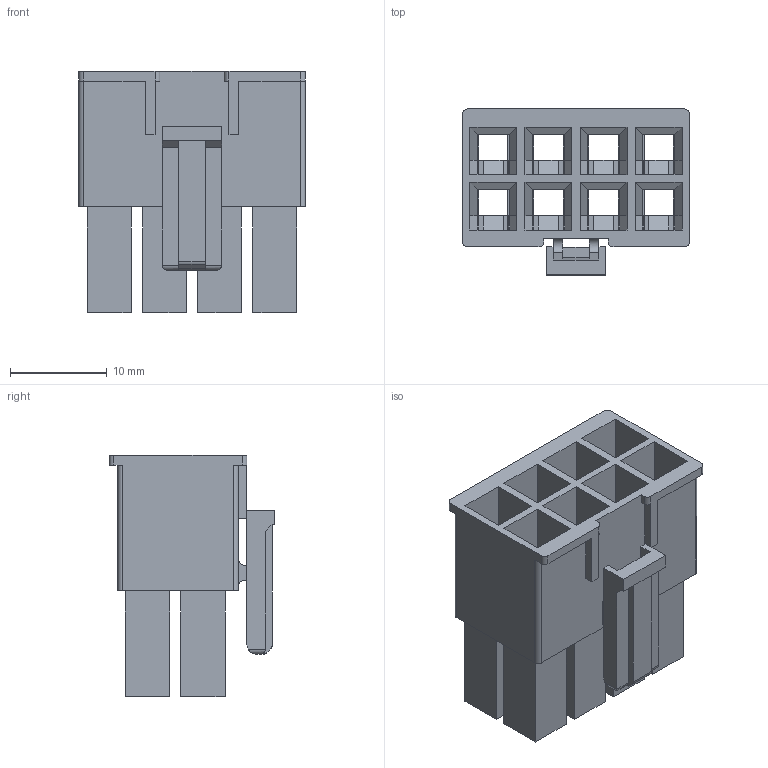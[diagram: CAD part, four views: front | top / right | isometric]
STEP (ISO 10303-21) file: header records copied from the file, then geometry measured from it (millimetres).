
FILE_DESCRIPTION((''),'2;1');
FILE_NAME('1716920108','2015-04-03T',('me'),(''),'PRO/ENGINEER BY PARAMETRIC TECHNOLOGY CORPORATION, 2011490','PRO/ENGINEER BY PARAMETRIC TECHNOLOGY CORPORATION, 2011490','');
FILE_SCHEMA(('CONFIG_CONTROL_DESIGN'));
Length unit declared in the file: millimetre
Products named in the file (1): 1716920108
Bounding box: 23.45 x 17.16 x 24.92 mm (x, y, z)
Volume: 3140 mm3; surface area: 6651.1 mm2
Topology: 1 solids, 1 shells, 406 faces, 1114 edges, 718 vertices
Faces by surface type: plane 383, cylinder 23
Entity records: 12656 total; most frequent: CARTESIAN_POINT 2277, ORIENTED_EDGE 2228, DIRECTION 1966, EDGE_CURVE 1114, VECTOR 1068, LINE 1068, VERTEX_POINT 718, AXIS2_PLACEMENT_3D 449
